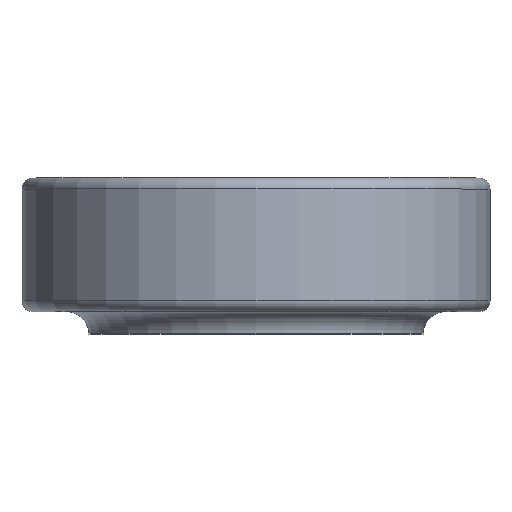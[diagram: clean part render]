
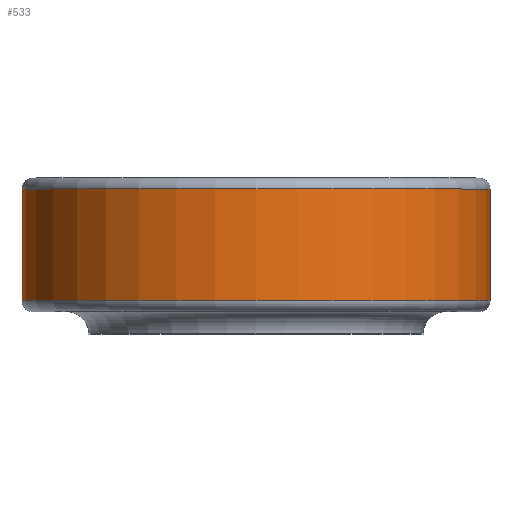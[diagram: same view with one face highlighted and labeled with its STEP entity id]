
A CAD part, top view. The second image highlights one B-rep face of the part: STEP entity #533.
In plain terms, the highlighted cylindrical face has radius 10.5 mm (diameter 21 mm), a full revolution.
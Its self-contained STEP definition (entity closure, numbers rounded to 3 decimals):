
#50=FACE_OUTER_BOUND('',#81,.T.);
#81=EDGE_LOOP('',(#461,#462,#463,#464,#465,#466));
#96=CIRCLE('',#582,10.5);
#97=CIRCLE('',#583,10.5);
#98=CIRCLE('',#585,10.5);
#99=CIRCLE('',#586,10.5);
#169=LINE('',#2309,#189);
#189=VECTOR('',#681,10.5);
#238=VERTEX_POINT('',#2302);
#239=VERTEX_POINT('',#2304);
#240=VERTEX_POINT('',#2308);
#241=VERTEX_POINT('',#2310);
#316=EDGE_CURVE('',#238,#239,#96,.T.);
#317=EDGE_CURVE('',#239,#238,#97,.T.);
#318=EDGE_CURVE('',#239,#240,#169,.T.);
#319=EDGE_CURVE('',#241,#240,#98,.T.);
#320=EDGE_CURVE('',#240,#241,#99,.T.);
#461=ORIENTED_EDGE('',*,*,#317,.F.);
#462=ORIENTED_EDGE('',*,*,#318,.T.);
#463=ORIENTED_EDGE('',*,*,#319,.F.);
#464=ORIENTED_EDGE('',*,*,#320,.F.);
#465=ORIENTED_EDGE('',*,*,#318,.F.);
#466=ORIENTED_EDGE('',*,*,#316,.F.);
#507=CYLINDRICAL_SURFACE('',#584,10.5);
#533=ADVANCED_FACE('',(#50),#507,.T.);
#582=AXIS2_PLACEMENT_3D('',#2305,#675,#676);
#583=AXIS2_PLACEMENT_3D('',#2306,#677,#678);
#584=AXIS2_PLACEMENT_3D('',#2307,#679,#680);
#585=AXIS2_PLACEMENT_3D('',#2311,#682,#683);
#586=AXIS2_PLACEMENT_3D('',#2312,#684,#685);
#675=DIRECTION('center_axis',(0.,-1.,0.));
#676=DIRECTION('ref_axis',(-1.,0.,0.));
#677=DIRECTION('center_axis',(0.,-1.,0.));
#678=DIRECTION('ref_axis',(-1.,0.,0.));
#679=DIRECTION('center_axis',(0.,-1.,0.));
#680=DIRECTION('ref_axis',(-1.,0.,0.));
#681=DIRECTION('',(0.,1.,0.));
#682=DIRECTION('center_axis',(0.,1.,0.));
#683=DIRECTION('ref_axis',(-1.,0.,0.));
#684=DIRECTION('center_axis',(0.,1.,0.));
#685=DIRECTION('ref_axis',(-1.,0.,0.));
#2302=CARTESIAN_POINT('',(0.,-32.18,32.945));
#2304=CARTESIAN_POINT('',(10.5,-32.18,22.445));
#2305=CARTESIAN_POINT('Origin',(0.,-32.18,22.445));
#2306=CARTESIAN_POINT('Origin',(0.,-32.18,22.445));
#2307=CARTESIAN_POINT('Origin',(0.,-26.68,22.445));
#2308=CARTESIAN_POINT('',(10.5,-27.18,22.445));
#2309=CARTESIAN_POINT('',(10.5,-26.68,22.445));
#2310=CARTESIAN_POINT('',(0.,-27.18,32.945));
#2311=CARTESIAN_POINT('Origin',(0.,-27.18,22.445));
#2312=CARTESIAN_POINT('Origin',(0.,-27.18,22.445));
